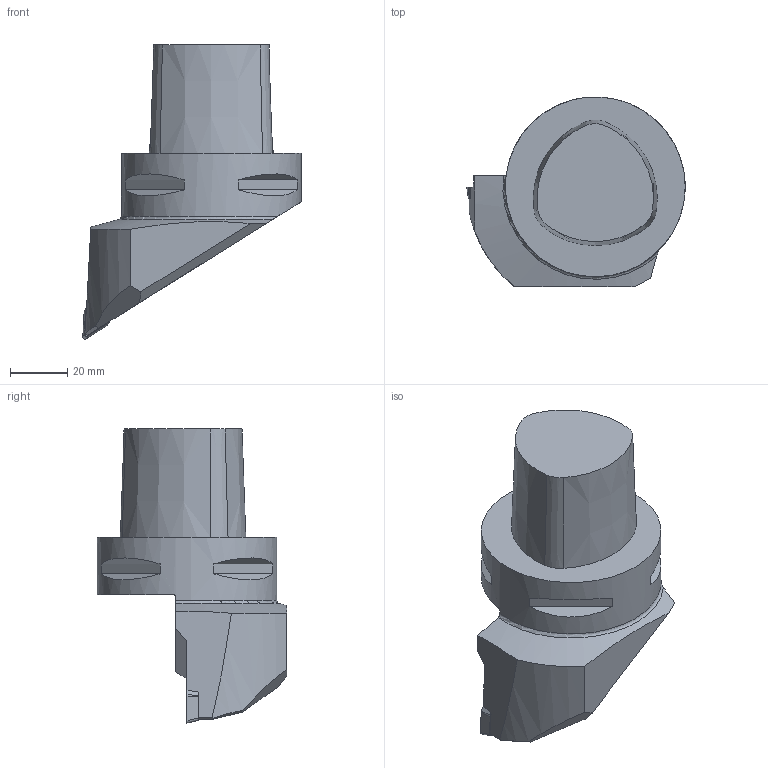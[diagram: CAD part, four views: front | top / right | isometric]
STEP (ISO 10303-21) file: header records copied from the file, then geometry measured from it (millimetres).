
FILE_DESCRIPTION(/* description */ (''),/* implementation_level */ '2;1');
FILE_NAME(/* name */ 'C6-DDJCR-45065-11JETI2_Basic.stp',/* time_stamp */ '2021-07-08T16:19:05+06:00',/* author */ (''),/* organization */ (''),/* preprocessor_version */ 'ST-DEVELOPER v16.7',/* originating_system */ 'SIEMENS PLM Software NX 12.0',/* authorisation */ '');
FILE_SCHEMA (('AUTOMOTIVE_DESIGN { 1 0 10303 214 3 1 1 1 }'));
Length unit declared in the file: millimetre
Products named in the file (4): CUT; NOCUT; ASSEMBLY_CONSTRUCTION; A2322495_01_stp
Assembly tree (3 placements, depth 2):
  A2322495_01_stp
    ASSEMBLY_CONSTRUCTION
    NOCUT
    CUT
Bounding box: 76.5 x 66.48 x 103.01 mm (x, y, z)
Volume: 160857.3 mm3; surface area: 23268.2 mm2
Topology: 3 solids, 4 shells, 71 faces, 175 edges, 123 vertices
Faces by surface type: plane 46, cylinder 16, cone 7, torus 2
Full cylindrical faces by diameter (mm): 63 x1
Entity records: 2362 total; most frequent: CARTESIAN_POINT 472, DIRECTION 382, ORIENTED_EDGE 342, EDGE_CURVE 171, AXIS2_PLACEMENT_3D 139, VERTEX_POINT 115, LINE 104, VECTOR 104
